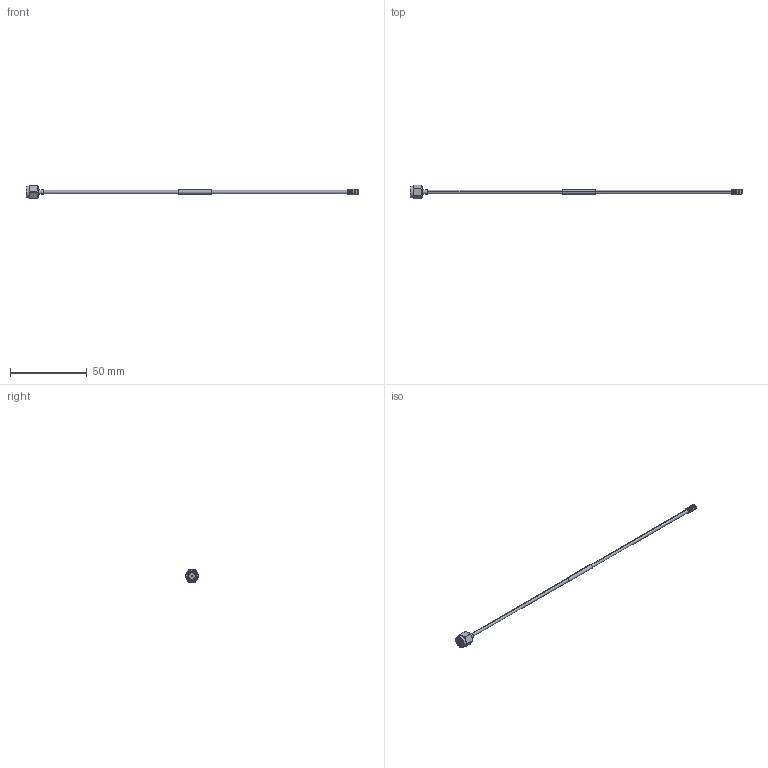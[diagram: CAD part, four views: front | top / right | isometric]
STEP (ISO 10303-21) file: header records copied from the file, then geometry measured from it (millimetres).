
FILE_DESCRIPTION (( 'STEP AP214' ), '1' );
FILE_NAME ('FMCA100396_3D.step', '2025-09-05T22:29:54', ( '' ), ( '' ), 'SwSTEP 2.0', 'SolidWorks 2022', '' );
FILE_SCHEMA (( 'AUTOMOTIVE_DESIGN' ));
Length unit declared in the file: inch
Products named in the file (4): FMCA100396_3D; PE-SR405-NM^FMCA100396_WITH LABEL; PE517814; PE517808
Assembly tree (3 placements, depth 2):
  FMCA100396_3D
    PE-SR405-NM^FMCA100396_WITH LABEL
    PE517808
    PE517814
Bounding box: 216.15 x 8.99 x 7.94 mm (x, y, z)
Volume: 1184 mm3; surface area: 2156 mm2
Topology: 3 solids, 3 shells, 176 faces, 439 edges, 294 vertices
Faces by surface type: cylinder 74, plane 48, cone 37, bspline 17
Entity records: 7375 total; most frequent: CARTESIAN_POINT 3139, ORIENTED_EDGE 878, DIRECTION 771, EDGE_CURVE 439, AXIS2_PLACEMENT_3D 325, VERTEX_POINT 294, EDGE_LOOP 201, FACE_OUTER_BOUND 176
